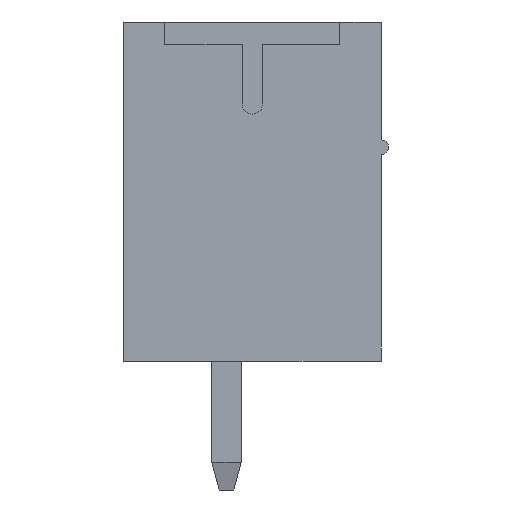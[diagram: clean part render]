
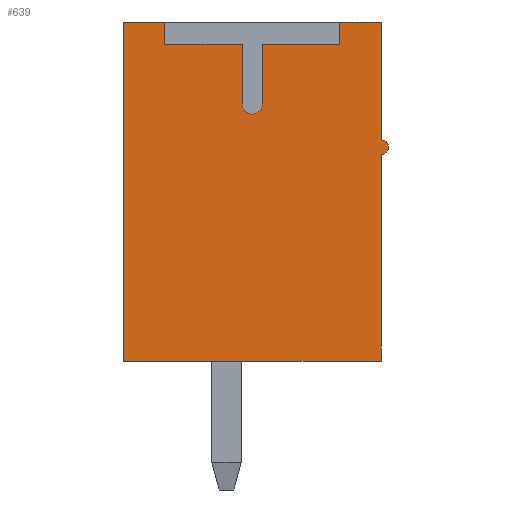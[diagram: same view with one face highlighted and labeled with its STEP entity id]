
A CAD part, left-side view. The second image highlights one B-rep face of the part: STEP entity #639.
In plain terms, the highlighted planar face has unit normal (-1, 0, 0).
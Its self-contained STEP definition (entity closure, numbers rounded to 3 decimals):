
#639 = ADVANCED_FACE( '', ( #1408 ), #1409, .F. );
#1408 = FACE_OUTER_BOUND( '', #2340, .T. );
#1409 = PLANE( '', #2341 );
#2340 = EDGE_LOOP( '', ( #3971, #3972, #3973, #3974, #3975, #3976, #3977, #3978, #3979, #3980, #3981, #3982, #3983, #3984 ) );
#2341 = AXIS2_PLACEMENT_3D( '', #3985, #3986, #3987 );
#3971 = ORIENTED_EDGE( '', *, *, #5911, .T. );
#3972 = ORIENTED_EDGE( '', *, *, #6332, .T. );
#3973 = ORIENTED_EDGE( '', *, *, #6333, .T. );
#3974 = ORIENTED_EDGE( '', *, *, #6334, .T. );
#3975 = ORIENTED_EDGE( '', *, *, #6004, .T. );
#3976 = ORIENTED_EDGE( '', *, *, #6335, .T. );
#3977 = ORIENTED_EDGE( '', *, *, #6336, .T. );
#3978 = ORIENTED_EDGE( '', *, *, #6337, .T. );
#3979 = ORIENTED_EDGE( '', *, *, #6338, .T. );
#3980 = ORIENTED_EDGE( '', *, *, #6339, .T. );
#3981 = ORIENTED_EDGE( '', *, *, #5739, .T. );
#3982 = ORIENTED_EDGE( '', *, *, #6340, .T. );
#3983 = ORIENTED_EDGE( '', *, *, #5869, .T. );
#3984 = ORIENTED_EDGE( '', *, *, #6109, .T. );
#3985 = CARTESIAN_POINT( '', ( -11.875, 0., 2.375 ) );
#3986 = DIRECTION( '', ( 1., 0., 0. ) );
#3987 = DIRECTION( '', ( 0., 0., -1. ) );
#5739 = EDGE_CURVE( '', #6865, #6866, #6867, .T. );
#5869 = EDGE_CURVE( '', #7105, #7106, #7107, .T. );
#5911 = EDGE_CURVE( '', #7179, #7180, #7181, .T. );
#6004 = EDGE_CURVE( '', #7339, #7337, #7340, .T. );
#6109 = EDGE_CURVE( '', #7106, #7179, #7506, .F. );
#6332 = EDGE_CURVE( '', #7180, #7852, #7853, .T. );
#6333 = EDGE_CURVE( '', #7852, #7854, #7855, .T. );
#6334 = EDGE_CURVE( '', #7854, #7339, #7856, .T. );
#6335 = EDGE_CURVE( '', #7337, #7857, #7858, .T. );
#6336 = EDGE_CURVE( '', #7857, #7859, #7860, .T. );
#6337 = EDGE_CURVE( '', #7859, #7861, #7862, .T. );
#6338 = EDGE_CURVE( '', #7861, #7863, #7864, .T. );
#6339 = EDGE_CURVE( '', #7863, #6865, #7865, .T. );
#6340 = EDGE_CURVE( '', #6866, #7105, #7866, .T. );
#6865 = VERTEX_POINT( '', #8536 );
#6866 = VERTEX_POINT( '', #8537 );
#6867 = LINE( '', #8538, #8539 );
#7105 = VERTEX_POINT( '', #8886 );
#7106 = VERTEX_POINT( '', #8887 );
#7107 = LINE( '', #8888, #8889 );
#7179 = VERTEX_POINT( '', #8994 );
#7180 = VERTEX_POINT( '', #8995 );
#7181 = LINE( '', #8996, #8997 );
#7337 = VERTEX_POINT( '', #9222 );
#7339 = VERTEX_POINT( '', #9225 );
#7340 = LINE( '', #9226, #9227 );
#7506 = CIRCLE( '', #9472, 0.2 );
#7852 = VERTEX_POINT( '', #9980 );
#7853 = LINE( '', #9981, #9982 );
#7854 = VERTEX_POINT( '', #9983 );
#7855 = LINE( '', #9984, #9985 );
#7856 = LINE( '', #9986, #9987 );
#7857 = VERTEX_POINT( '', #9988 );
#7858 = CIRCLE( '', #9989, 0.275 );
#7859 = VERTEX_POINT( '', #9990 );
#7860 = LINE( '', #9991, #9992 );
#7861 = VERTEX_POINT( '', #9993 );
#7862 = LINE( '', #9994, #9995 );
#7863 = VERTEX_POINT( '', #9996 );
#7864 = LINE( '', #9997, #9998 );
#7865 = LINE( '', #9999, #10000 );
#7866 = LINE( '', #10001, #10002 );
#8536 = CARTESIAN_POINT( '', ( -11.875, 3.5, 4.6 ) );
#8537 = CARTESIAN_POINT( '', ( -11.875, 3.5, -4.6 ) );
#8538 = CARTESIAN_POINT( '', ( -11.875, 3.5, 4.6 ) );
#8539 = VECTOR( '', #10950, 1000. );
#8886 = CARTESIAN_POINT( '', ( -11.875, -3.5, -4.6 ) );
#8887 = CARTESIAN_POINT( '', ( -11.875, -3.5, 1. ) );
#8888 = CARTESIAN_POINT( '', ( -11.875, -3.5, -4.6 ) );
#8889 = VECTOR( '', #11072, 1000. );
#8994 = CARTESIAN_POINT( '', ( -11.875, -3.5, 1.4 ) );
#8995 = CARTESIAN_POINT( '', ( -11.875, -3.5, 4.6 ) );
#8996 = CARTESIAN_POINT( '', ( -11.875, -3.5, 1.4 ) );
#8997 = VECTOR( '', #11106, 1000. );
#9222 = CARTESIAN_POINT( '', ( -11.875, -0.275, 2.375 ) );
#9225 = CARTESIAN_POINT( '', ( -11.875, -0.275, 4. ) );
#9226 = CARTESIAN_POINT( '', ( -11.875, -0.275, 4. ) );
#9227 = VECTOR( '', #11192, 1000. );
#9472 = AXIS2_PLACEMENT_3D( '', #11281, #11282, #11283 );
#9980 = CARTESIAN_POINT( '', ( -11.875, -2.375, 4.6 ) );
#9981 = CARTESIAN_POINT( '', ( -11.875, -3.871, 4.6 ) );
#9982 = VECTOR( '', #11473, 1000. );
#9983 = CARTESIAN_POINT( '', ( -11.875, -2.375, 4. ) );
#9984 = CARTESIAN_POINT( '', ( -11.875, -2.375, 4.6 ) );
#9985 = VECTOR( '', #11474, 1000. );
#9986 = CARTESIAN_POINT( '', ( -11.875, -2.375, 4. ) );
#9987 = VECTOR( '', #11475, 1000. );
#9988 = CARTESIAN_POINT( '', ( -11.875, 0.275, 2.375 ) );
#9989 = AXIS2_PLACEMENT_3D( '', #11476, #11477, #11478 );
#9990 = CARTESIAN_POINT( '', ( -11.875, 0.275, 4. ) );
#9991 = CARTESIAN_POINT( '', ( -11.875, 0.275, 2.375 ) );
#9992 = VECTOR( '', #11479, 1000. );
#9993 = CARTESIAN_POINT( '', ( -11.875, 2.375, 4. ) );
#9994 = CARTESIAN_POINT( '', ( -11.875, 0.275, 4. ) );
#9995 = VECTOR( '', #11480, 1000. );
#9996 = CARTESIAN_POINT( '', ( -11.875, 2.375, 4.6 ) );
#9997 = CARTESIAN_POINT( '', ( -11.875, 2.375, 4. ) );
#9998 = VECTOR( '', #11481, 1000. );
#9999 = CARTESIAN_POINT( '', ( -11.875, 2.375, 4.6 ) );
#10000 = VECTOR( '', #11482, 1000. );
#10001 = CARTESIAN_POINT( '', ( -11.875, 3.5, -4.6 ) );
#10002 = VECTOR( '', #11483, 1000. );
#10950 = DIRECTION( '', ( 0., 0., -1. ) );
#11072 = DIRECTION( '', ( 0., 0., 1. ) );
#11106 = DIRECTION( '', ( 0., 0., 1. ) );
#11192 = DIRECTION( '', ( 0., 0., -1. ) );
#11281 = CARTESIAN_POINT( '', ( -11.875, -3.5, 1.2 ) );
#11282 = DIRECTION( '', ( 1., 0., 0. ) );
#11283 = DIRECTION( '', ( 0., 0., -1. ) );
#11473 = DIRECTION( '', ( 0., 1., 0. ) );
#11474 = DIRECTION( '', ( 0., 0., -1. ) );
#11475 = DIRECTION( '', ( 0., 1., 0. ) );
#11476 = CARTESIAN_POINT( '', ( -11.875, 0., 2.375 ) );
#11477 = DIRECTION( '', ( 1., 0., 0. ) );
#11478 = DIRECTION( '', ( 0., -1., 0. ) );
#11479 = DIRECTION( '', ( 0., 0., 1. ) );
#11480 = DIRECTION( '', ( 0., 1., 0. ) );
#11481 = DIRECTION( '', ( 0., 0., 1. ) );
#11482 = DIRECTION( '', ( 0., 1., 0. ) );
#11483 = DIRECTION( '', ( 0., -1., 0. ) );
